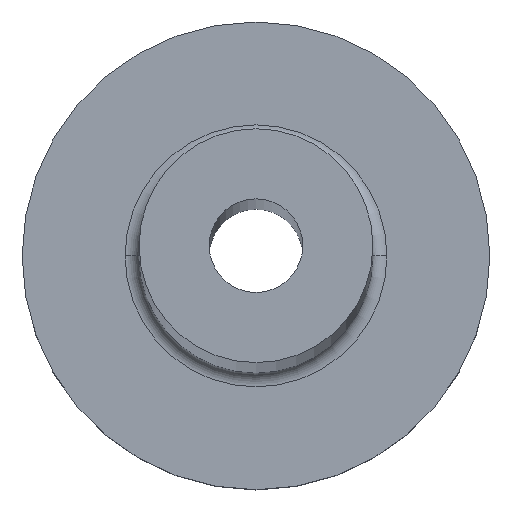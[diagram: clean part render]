
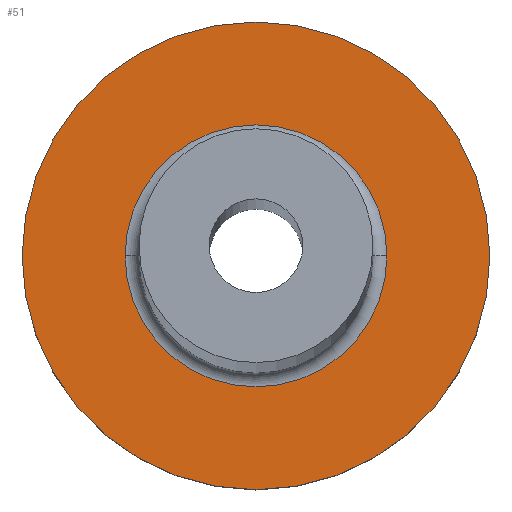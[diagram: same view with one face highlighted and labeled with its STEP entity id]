
A CAD part, top view. The second image highlights one B-rep face of the part: STEP entity #51.
In plain terms, the highlighted planar face has unit normal (0, 0, 1).
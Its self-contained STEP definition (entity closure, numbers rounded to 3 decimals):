
#1 = DIRECTION ( 'NONE',  ( 1., 0., 0. ) ) ;
#3 = CIRCLE ( 'NONE', #26, 2.8 ) ;
#5 = CARTESIAN_POINT ( 'NONE',  ( 0., 0., 3. ) ) ;
#7 = EDGE_LOOP ( 'NONE', ( #252, #233 ) ) ;
#8 = DIRECTION ( 'NONE',  ( 0., 0., 1. ) ) ;
#11 = CARTESIAN_POINT ( 'NONE',  ( 0., 0., 3. ) ) ;
#13 = VERTEX_POINT ( 'NONE', #320 ) ;
#17 = EDGE_LOOP ( 'NONE', ( #262, #140 ) ) ;
#26 = AXIS2_PLACEMENT_3D ( 'NONE', #11, #38, #104 ) ;
#38 = DIRECTION ( 'NONE',  ( 0., 0., -1. ) ) ;
#42 = CARTESIAN_POINT ( 'NONE',  ( -5., 0., 3. ) ) ;
#51 = ADVANCED_FACE ( 'NONE', ( #381, #299 ), #98, .T. ) ;
#57 = EDGE_CURVE ( 'NONE', #351, #197, #148, .T. ) ;
#90 = CIRCLE ( 'NONE', #186, 5. ) ;
#96 = DIRECTION ( 'NONE',  ( 0., 0., -1. ) ) ;
#98 = PLANE ( 'NONE',  #245 ) ;
#104 = DIRECTION ( 'NONE',  ( 1., 0., 0. ) ) ;
#124 = CARTESIAN_POINT ( 'NONE',  ( 0., 0., 3. ) ) ;
#140 = ORIENTED_EDGE ( 'NONE', *, *, #349, .T. ) ;
#142 = AXIS2_PLACEMENT_3D ( 'NONE', #184, #96, #183 ) ;
#148 = CIRCLE ( 'NONE', #379, 5. ) ;
#155 = EDGE_CURVE ( 'NONE', #207, #13, #309, .T. ) ;
#166 = DIRECTION ( 'NONE',  ( 1., 0., 0. ) ) ;
#175 = EDGE_CURVE ( 'NONE', #197, #351, #90, .T. ) ;
#180 = DIRECTION ( 'NONE',  ( 0., 0., 1. ) ) ;
#183 = DIRECTION ( 'NONE',  ( 1., 0., 0. ) ) ;
#184 = CARTESIAN_POINT ( 'NONE',  ( 0., 0., 3. ) ) ;
#186 = AXIS2_PLACEMENT_3D ( 'NONE', #5, #8, #166 ) ;
#189 = CARTESIAN_POINT ( 'NONE',  ( 2.8, 0., 3. ) ) ;
#197 = VERTEX_POINT ( 'NONE', #312 ) ;
#207 = VERTEX_POINT ( 'NONE', #189 ) ;
#233 = ORIENTED_EDGE ( 'NONE', *, *, #175, .T. ) ;
#241 = CARTESIAN_POINT ( 'NONE',  ( 0., 0., 3. ) ) ;
#245 = AXIS2_PLACEMENT_3D ( 'NONE', #241, #180, #355 ) ;
#252 = ORIENTED_EDGE ( 'NONE', *, *, #57, .T. ) ;
#262 = ORIENTED_EDGE ( 'NONE', *, *, #155, .T. ) ;
#299 = FACE_OUTER_BOUND ( 'NONE', #7, .T. ) ;
#309 = CIRCLE ( 'NONE', #142, 2.8 ) ;
#312 = CARTESIAN_POINT ( 'NONE',  ( 5., 0., 3. ) ) ;
#320 = CARTESIAN_POINT ( 'NONE',  ( -2.8, 0., 3. ) ) ;
#349 = EDGE_CURVE ( 'NONE', #13, #207, #3, .T. ) ;
#351 = VERTEX_POINT ( 'NONE', #42 ) ;
#355 = DIRECTION ( 'NONE',  ( 1., 0., 0. ) ) ;
#359 = DIRECTION ( 'NONE',  ( 0., 0., 1. ) ) ;
#379 = AXIS2_PLACEMENT_3D ( 'NONE', #124, #359, #1 ) ;
#381 = FACE_BOUND ( 'NONE', #17, .T. ) ;
